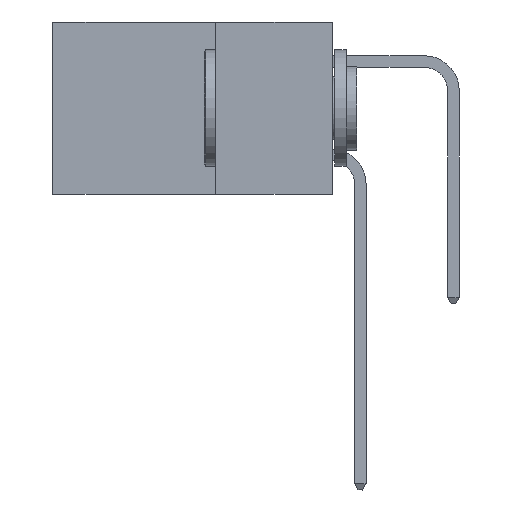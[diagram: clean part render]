
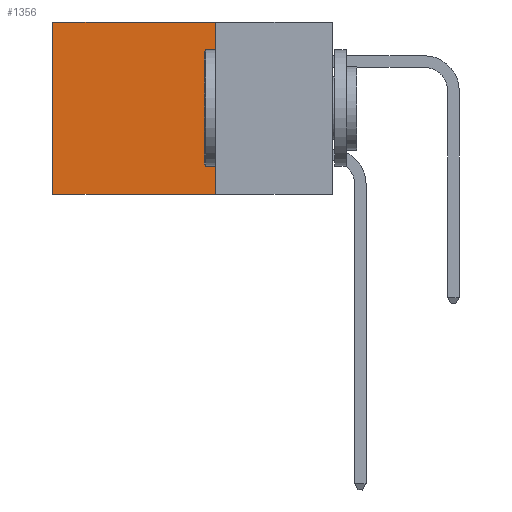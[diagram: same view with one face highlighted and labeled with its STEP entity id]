
A CAD part, left-side view. The second image highlights one B-rep face of the part: STEP entity #1356.
In plain terms, the highlighted planar face has unit normal (-1, 0, 0).
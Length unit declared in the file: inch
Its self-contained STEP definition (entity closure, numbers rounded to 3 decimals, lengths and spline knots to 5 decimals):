
#83 = LINE ( 'NONE', #23473, #3619 ) ;
#583 = CARTESIAN_POINT ( 'NONE',  ( 0.2615, 0.6, -0.37 ) ) ;
#898 = VECTOR ( 'NONE', #27255, 39.37008 ) ;
#1356 = ADVANCED_FACE ( 'NONE', ( #29541 ), #10667, .F. ) ;
#2020 = VECTOR ( 'NONE', #25988, 39.37008 ) ;
#2956 = ORIENTED_EDGE ( 'NONE', *, *, #20791, .T. ) ;
#3565 = VERTEX_POINT ( 'NONE', #583 ) ;
#3619 = VECTOR ( 'NONE', #28054, 39.37008 ) ;
#3987 = LINE ( 'NONE', #15380, #898 ) ;
#4134 = DIRECTION ( 'NONE',  ( 1., 0., 0. ) ) ;
#6374 = DIRECTION ( 'NONE',  ( 0., 0., -1. ) ) ;
#8389 = DIRECTION ( 'NONE',  ( 0., 0., -1. ) ) ;
#8489 = EDGE_CURVE ( 'NONE', #10028, #3565, #83, .T. ) ;
#10028 = VERTEX_POINT ( 'NONE', #23809 ) ;
#10667 = PLANE ( 'NONE',  #16766 ) ;
#11563 = CARTESIAN_POINT ( 'NONE',  ( 0.2615, 0.25, 0. ) ) ;
#11854 = CARTESIAN_POINT ( 'NONE',  ( 0.2615, 0.25, 0. ) ) ;
#11902 = EDGE_LOOP ( 'NONE', ( #24753, #20703, #26849, #2956 ) ) ;
#15374 = EDGE_CURVE ( 'NONE', #20645, #10028, #3987, .T. ) ;
#15380 = CARTESIAN_POINT ( 'NONE',  ( 0.2615, 0.25, -0.37 ) ) ;
#16413 = LINE ( 'NONE', #11854, #2020 ) ;
#16766 = AXIS2_PLACEMENT_3D ( 'NONE', #22375, #4134, #8389 ) ;
#18909 = CARTESIAN_POINT ( 'NONE',  ( 0.2615, 0.6, 0. ) ) ;
#19821 = EDGE_CURVE ( 'NONE', #24236, #3565, #29641, .T. ) ;
#20645 = VERTEX_POINT ( 'NONE', #11563 ) ;
#20703 = ORIENTED_EDGE ( 'NONE', *, *, #8489, .F. ) ;
#20791 = EDGE_CURVE ( 'NONE', #20645, #24236, #16413, .T. ) ;
#20801 = CARTESIAN_POINT ( 'NONE',  ( 0.2615, 0.6, -0.37 ) ) ;
#22375 = CARTESIAN_POINT ( 'NONE',  ( 0.2615, 0.25, -0.37 ) ) ;
#22912 = VECTOR ( 'NONE', #6374, 39.37008 ) ;
#23473 = CARTESIAN_POINT ( 'NONE',  ( 0.2615, 0.25, -0.37 ) ) ;
#23809 = CARTESIAN_POINT ( 'NONE',  ( 0.2615, 0.25, -0.37 ) ) ;
#24236 = VERTEX_POINT ( 'NONE', #18909 ) ;
#24753 = ORIENTED_EDGE ( 'NONE', *, *, #19821, .T. ) ;
#25988 = DIRECTION ( 'NONE',  ( 0., 1., 0. ) ) ;
#26849 = ORIENTED_EDGE ( 'NONE', *, *, #15374, .F. ) ;
#27255 = DIRECTION ( 'NONE',  ( 0., 0., -1. ) ) ;
#28054 = DIRECTION ( 'NONE',  ( 0., 1., 0. ) ) ;
#29541 = FACE_OUTER_BOUND ( 'NONE', #11902, .T. ) ;
#29641 = LINE ( 'NONE', #20801, #22912 ) ;
